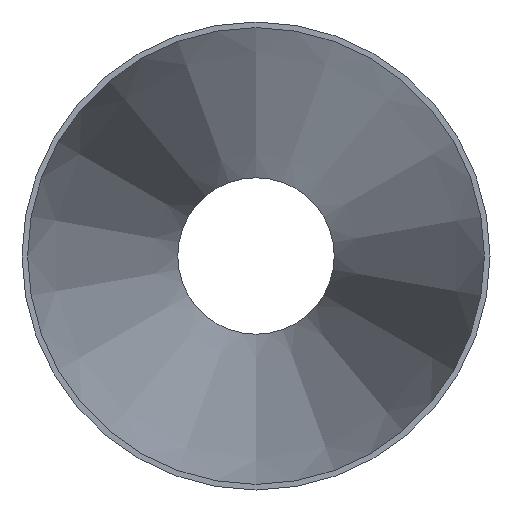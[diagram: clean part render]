
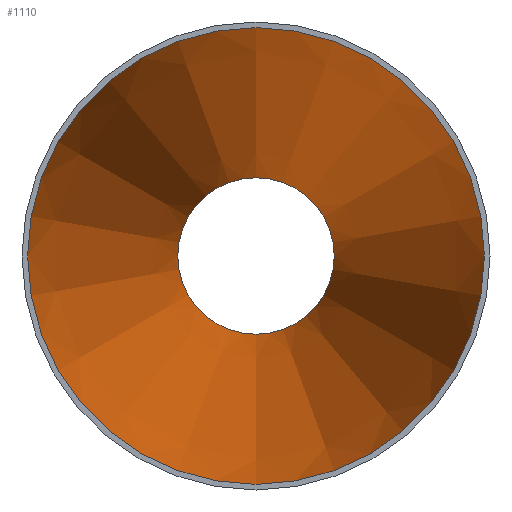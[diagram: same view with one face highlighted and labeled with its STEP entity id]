
A CAD part, front view. The second image highlights one B-rep face of the part: STEP entity #1110.
In plain terms, the highlighted conical face has half-angle 9.462 degrees and reference radius 82.122 mm.
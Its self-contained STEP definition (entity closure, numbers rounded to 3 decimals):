
#1084 = CARTESIAN_POINT ( 'NONE',  ( 0., 0., 0. ) ) ;
#1110 = ADVANCED_FACE ( 'NONE', ( #25173, #20646 ), #26913, .F. ) ;
#1457 = EDGE_CURVE ( 'NONE', #18032, #18032, #10030, .T. ) ;
#1931 = DIRECTION ( 'NONE',  ( 0., 0., -1. ) ) ;
#3373 = DIRECTION ( 'NONE',  ( 0., 0., -1. ) ) ;
#4360 = DIRECTION ( 'NONE',  ( 0., -1., 0. ) ) ;
#5760 = EDGE_CURVE ( 'NONE', #26574, #26574, #12955, .T. ) ;
#6347 = CARTESIAN_POINT ( 'NONE',  ( 0., 0., 0. ) ) ;
#8772 = DIRECTION ( 'NONE',  ( 0., -1., 0. ) ) ;
#8866 = ORIENTED_EDGE ( 'NONE', *, *, #1457, .T. ) ;
#10030 = CIRCLE ( 'NONE', #15999, 82.122 ) ;
#11320 = CARTESIAN_POINT ( 'NONE',  ( 0., 0., -82.122 ) ) ;
#12410 = EDGE_LOOP ( 'NONE', ( #22094 ) ) ;
#12659 = EDGE_LOOP ( 'NONE', ( #8866 ) ) ;
#12955 = CIRCLE ( 'NONE', #15221, 28.122 ) ;
#14161 = AXIS2_PLACEMENT_3D ( 'NONE', #1084, #22918, #3373 ) ;
#15221 = AXIS2_PLACEMENT_3D ( 'NONE', #22026, #8772, #1931 ) ;
#15999 = AXIS2_PLACEMENT_3D ( 'NONE', #6347, #4360, #23905 ) ;
#17891 = CARTESIAN_POINT ( 'NONE',  ( 0., 324., -28.122 ) ) ;
#18032 = VERTEX_POINT ( 'NONE', #11320 ) ;
#20646 = FACE_OUTER_BOUND ( 'NONE', #12659, .T. ) ;
#22026 = CARTESIAN_POINT ( 'NONE',  ( 0., 324., 0. ) ) ;
#22094 = ORIENTED_EDGE ( 'NONE', *, *, #5760, .F. ) ;
#22918 = DIRECTION ( 'NONE',  ( 0., -1., 0. ) ) ;
#23905 = DIRECTION ( 'NONE',  ( 0., 0., -1. ) ) ;
#25173 = FACE_BOUND ( 'NONE', #12410, .T. ) ;
#26574 = VERTEX_POINT ( 'NONE', #17891 ) ;
#26913 = CONICAL_SURFACE ( 'NONE', #14161, 82.122, 0.165 ) ;
